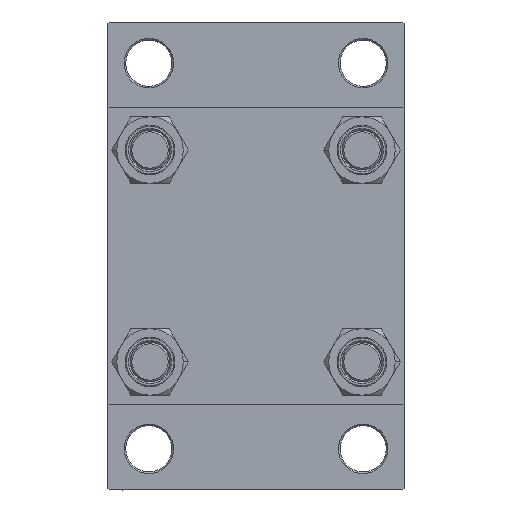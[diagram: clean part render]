
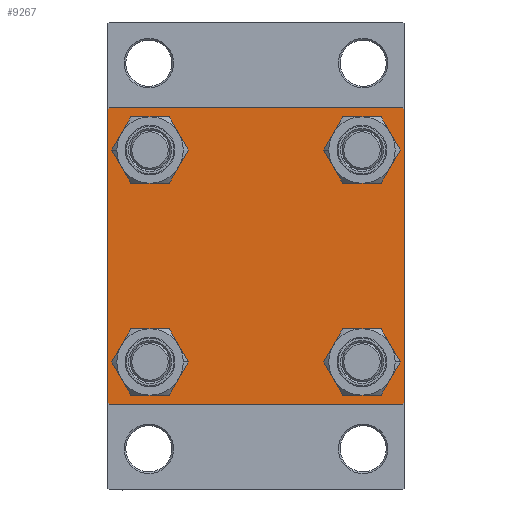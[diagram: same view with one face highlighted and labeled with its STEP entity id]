
A CAD part, left-side view. The second image highlights one B-rep face of the part: STEP entity #9267.
In plain terms, the highlighted planar face has unit normal (-1, 0, 0).
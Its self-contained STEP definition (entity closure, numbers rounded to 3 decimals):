
#773 = FACE_BOUND ( 'NONE', #10602, .T. ) ;
#969 = CIRCLE ( 'NONE', #5565, 6.5 ) ;
#3316 = ORIENTED_EDGE ( 'NONE', *, *, #18765, .T. ) ;
#3713 = DIRECTION ( 'NONE',  ( 0., 0.707, 0.707 ) ) ;
#3947 = CARTESIAN_POINT ( 'NONE',  ( 0., 45., -45. ) ) ;
#3952 = VERTEX_POINT ( 'NONE', #26244 ) ;
#4076 = CARTESIAN_POINT ( 'NONE',  ( 0., 44.75, -44.75 ) ) ;
#4414 = CIRCLE ( 'NONE', #38886, 6.5 ) ;
#4424 = CARTESIAN_POINT ( 'NONE',  ( 0., -44.75, 44.75 ) ) ;
#4736 = LINE ( 'NONE', #26536, #11511 ) ;
#4781 = ORIENTED_EDGE ( 'NONE', *, *, #36550, .T. ) ;
#5477 = ORIENTED_EDGE ( 'NONE', *, *, #43071, .T. ) ;
#5565 = AXIS2_PLACEMENT_3D ( 'NONE', #33075, #17738, #14377 ) ;
#5570 = CARTESIAN_POINT ( 'NONE',  ( 0., 32.15, 25.65 ) ) ;
#5716 = AXIS2_PLACEMENT_3D ( 'NONE', #8453, #23076, #30500 ) ;
#6615 = VERTEX_POINT ( 'NONE', #14310 ) ;
#7163 = CIRCLE ( 'NONE', #44718, 6.5 ) ;
#7217 = ORIENTED_EDGE ( 'NONE', *, *, #26954, .T. ) ;
#7542 = CARTESIAN_POINT ( 'NONE',  ( 0., 44.5, 45. ) ) ;
#7586 = ORIENTED_EDGE ( 'NONE', *, *, #9580, .T. ) ;
#7600 = EDGE_CURVE ( 'NONE', #11473, #34191, #31355, .T. ) ;
#7654 = DIRECTION ( 'NONE',  ( 0., -0.707, -0.707 ) ) ;
#7894 = LINE ( 'NONE', #4076, #25546 ) ;
#8453 = CARTESIAN_POINT ( 'NONE',  ( 0., -32.15, 32.15 ) ) ;
#8898 = FACE_BOUND ( 'NONE', #22028, .T. ) ;
#8920 = ORIENTED_EDGE ( 'NONE', *, *, #9451, .F. ) ;
#9267 = ADVANCED_FACE ( 'NONE', ( #773, #15385, #11785, #8898, #26652 ), #19447, .T. ) ;
#9451 = EDGE_CURVE ( 'NONE', #43400, #36250, #4736, .T. ) ;
#9526 = DIRECTION ( 'NONE',  ( 0., -0.707, 0.707 ) ) ;
#9580 = EDGE_CURVE ( 'NONE', #46010, #47400, #23771, .T. ) ;
#9845 = DIRECTION ( 'NONE',  ( 1., 0., 0. ) ) ;
#10602 = EDGE_LOOP ( 'NONE', ( #7586, #14698 ) ) ;
#10754 = VERTEX_POINT ( 'NONE', #27418 ) ;
#11473 = VERTEX_POINT ( 'NONE', #25544 ) ;
#11511 = VECTOR ( 'NONE', #41177, 1000. ) ;
#11785 = FACE_BOUND ( 'NONE', #42297, .T. ) ;
#12491 = CARTESIAN_POINT ( 'NONE',  ( 0., 0., 0. ) ) ;
#13212 = CARTESIAN_POINT ( 'NONE',  ( 0., 32.15, 32.15 ) ) ;
#14310 = CARTESIAN_POINT ( 'NONE',  ( 0., -32.15, -25.65 ) ) ;
#14377 = DIRECTION ( 'NONE',  ( 0., 0., 1. ) ) ;
#14382 = EDGE_CURVE ( 'NONE', #44201, #43803, #26623, .T. ) ;
#14526 = AXIS2_PLACEMENT_3D ( 'NONE', #21979, #18840, #36609 ) ;
#14548 = ORIENTED_EDGE ( 'NONE', *, *, #21369, .T. ) ;
#14698 = ORIENTED_EDGE ( 'NONE', *, *, #34167, .T. ) ;
#15385 = FACE_BOUND ( 'NONE', #27753, .T. ) ;
#15429 = LINE ( 'NONE', #4424, #47134 ) ;
#15623 = DIRECTION ( 'NONE',  ( 0., 0., 1. ) ) ;
#15746 = DIRECTION ( 'NONE',  ( 1., 0., 0. ) ) ;
#16149 = EDGE_CURVE ( 'NONE', #43400, #47237, #38874, .T. ) ;
#16474 = CIRCLE ( 'NONE', #38718, 6.5 ) ;
#16665 = CARTESIAN_POINT ( 'NONE',  ( 0., -44.5, 45. ) ) ;
#17226 = ORIENTED_EDGE ( 'NONE', *, *, #21316, .T. ) ;
#17644 = AXIS2_PLACEMENT_3D ( 'NONE', #12491, #19916, #15623 ) ;
#17738 = DIRECTION ( 'NONE',  ( 1., 0., 0. ) ) ;
#17952 = CARTESIAN_POINT ( 'NONE',  ( 0., -32.15, -38.65 ) ) ;
#18188 = ORIENTED_EDGE ( 'NONE', *, *, #36591, .T. ) ;
#18507 = VECTOR ( 'NONE', #38208, 1000. ) ;
#18754 = DIRECTION ( 'NONE',  ( 0., 0., 1. ) ) ;
#18765 = EDGE_CURVE ( 'NONE', #6615, #41773, #969, .T. ) ;
#18840 = DIRECTION ( 'NONE',  ( 1., 0., 0. ) ) ;
#19420 = CARTESIAN_POINT ( 'NONE',  ( 0., -44.75, -44.75 ) ) ;
#19447 = PLANE ( 'NONE',  #17644 ) ;
#19487 = CIRCLE ( 'NONE', #5716, 6.5 ) ;
#19916 = DIRECTION ( 'NONE',  ( -1., 0., 0. ) ) ;
#20012 = EDGE_CURVE ( 'NONE', #42955, #44201, #37268, .T. ) ;
#20149 = VECTOR ( 'NONE', #25992, 1000. ) ;
#20519 = CARTESIAN_POINT ( 'NONE',  ( 0., -32.15, 32.15 ) ) ;
#20618 = CARTESIAN_POINT ( 'NONE',  ( 0., 44.75, 44.75 ) ) ;
#20815 = CARTESIAN_POINT ( 'NONE',  ( 0., -45., -44.5 ) ) ;
#21316 = EDGE_CURVE ( 'NONE', #34191, #11473, #7163, .T. ) ;
#21369 = EDGE_CURVE ( 'NONE', #3952, #42955, #7894, .T. ) ;
#21831 = ORIENTED_EDGE ( 'NONE', *, *, #27595, .F. ) ;
#21979 = CARTESIAN_POINT ( 'NONE',  ( 0., 32.15, 32.15 ) ) ;
#22028 = EDGE_LOOP ( 'NONE', ( #37667, #17226 ) ) ;
#22067 = VERTEX_POINT ( 'NONE', #40898 ) ;
#22728 = CARTESIAN_POINT ( 'NONE',  ( 0., -32.15, 38.65 ) ) ;
#23076 = DIRECTION ( 'NONE',  ( 1., 0., 0. ) ) ;
#23771 = CIRCLE ( 'NONE', #44417, 6.5 ) ;
#24702 = DIRECTION ( 'NONE',  ( 0., 0.707, -0.707 ) ) ;
#25544 = CARTESIAN_POINT ( 'NONE',  ( 0., 32.15, 38.65 ) ) ;
#25546 = VECTOR ( 'NONE', #7654, 1000. ) ;
#25792 = AXIS2_PLACEMENT_3D ( 'NONE', #27296, #41925, #38579 ) ;
#25992 = DIRECTION ( 'NONE',  ( 0., -1., 0. ) ) ;
#26244 = CARTESIAN_POINT ( 'NONE',  ( 0., 45., -44.5 ) ) ;
#26536 = CARTESIAN_POINT ( 'NONE',  ( 0., 45., 45. ) ) ;
#26623 = LINE ( 'NONE', #19420, #28427 ) ;
#26652 = FACE_OUTER_BOUND ( 'NONE', #47087, .T. ) ;
#26954 = EDGE_CURVE ( 'NONE', #47237, #3952, #46259, .T. ) ;
#27296 = CARTESIAN_POINT ( 'NONE',  ( 0., 32.15, -32.15 ) ) ;
#27418 = CARTESIAN_POINT ( 'NONE',  ( 0., -45., 44.5 ) ) ;
#27595 = EDGE_CURVE ( 'NONE', #10754, #43803, #35074, .T. ) ;
#27753 = EDGE_LOOP ( 'NONE', ( #3316, #32750 ) ) ;
#27778 = CARTESIAN_POINT ( 'NONE',  ( 0., 44.5, -45. ) ) ;
#27835 = DIRECTION ( 'NONE',  ( 0., 0., 1. ) ) ;
#28427 = VECTOR ( 'NONE', #9526, 1000. ) ;
#29974 = VECTOR ( 'NONE', #38597, 1000. ) ;
#30373 = DIRECTION ( 'NONE',  ( 0., 0., 1. ) ) ;
#30500 = DIRECTION ( 'NONE',  ( 0., 0., 1. ) ) ;
#30644 = ORIENTED_EDGE ( 'NONE', *, *, #20012, .T. ) ;
#31355 = CIRCLE ( 'NONE', #14526, 6.5 ) ;
#31531 = VECTOR ( 'NONE', #24702, 1000. ) ;
#31697 = CARTESIAN_POINT ( 'NONE',  ( 0., -45., 45. ) ) ;
#32750 = ORIENTED_EDGE ( 'NONE', *, *, #44536, .T. ) ;
#33075 = CARTESIAN_POINT ( 'NONE',  ( 0., -32.15, -32.15 ) ) ;
#34167 = EDGE_CURVE ( 'NONE', #47400, #46010, #19487, .T. ) ;
#34191 = VERTEX_POINT ( 'NONE', #5570 ) ;
#35074 = LINE ( 'NONE', #31697, #18507 ) ;
#36250 = VERTEX_POINT ( 'NONE', #16665 ) ;
#36550 = EDGE_CURVE ( 'NONE', #10754, #36250, #15429, .T. ) ;
#36591 = EDGE_CURVE ( 'NONE', #39506, #22067, #16474, .T. ) ;
#36609 = DIRECTION ( 'NONE',  ( 0., 0., 1. ) ) ;
#37267 = CIRCLE ( 'NONE', #25792, 6.5 ) ;
#37268 = LINE ( 'NONE', #3947, #20149 ) ;
#37667 = ORIENTED_EDGE ( 'NONE', *, *, #7600, .T. ) ;
#38208 = DIRECTION ( 'NONE',  ( 0., 0., -1. ) ) ;
#38261 = CARTESIAN_POINT ( 'NONE',  ( 0., 45., 44.5 ) ) ;
#38579 = DIRECTION ( 'NONE',  ( 0., 0., 1. ) ) ;
#38597 = DIRECTION ( 'NONE',  ( 0., 0., -1. ) ) ;
#38718 = AXIS2_PLACEMENT_3D ( 'NONE', #41807, #45161, #45395 ) ;
#38874 = LINE ( 'NONE', #20618, #31531 ) ;
#38886 = AXIS2_PLACEMENT_3D ( 'NONE', #44664, #40116, #18754 ) ;
#39304 = CARTESIAN_POINT ( 'NONE',  ( 0., 45., 45. ) ) ;
#39506 = VERTEX_POINT ( 'NONE', #39766 ) ;
#39660 = ORIENTED_EDGE ( 'NONE', *, *, #14382, .T. ) ;
#39766 = CARTESIAN_POINT ( 'NONE',  ( 0., 32.15, -25.65 ) ) ;
#40116 = DIRECTION ( 'NONE',  ( 1., 0., 0. ) ) ;
#40304 = CARTESIAN_POINT ( 'NONE',  ( 0., -32.15, 25.65 ) ) ;
#40898 = CARTESIAN_POINT ( 'NONE',  ( 0., 32.15, -38.65 ) ) ;
#41177 = DIRECTION ( 'NONE',  ( 0., -1., 0. ) ) ;
#41773 = VERTEX_POINT ( 'NONE', #17952 ) ;
#41807 = CARTESIAN_POINT ( 'NONE',  ( 0., 32.15, -32.15 ) ) ;
#41925 = DIRECTION ( 'NONE',  ( 1., 0., 0. ) ) ;
#42297 = EDGE_LOOP ( 'NONE', ( #18188, #5477 ) ) ;
#42955 = VERTEX_POINT ( 'NONE', #27778 ) ;
#43071 = EDGE_CURVE ( 'NONE', #22067, #39506, #37267, .T. ) ;
#43308 = CARTESIAN_POINT ( 'NONE',  ( 0., -44.5, -45. ) ) ;
#43400 = VERTEX_POINT ( 'NONE', #7542 ) ;
#43803 = VERTEX_POINT ( 'NONE', #20815 ) ;
#44201 = VERTEX_POINT ( 'NONE', #43308 ) ;
#44417 = AXIS2_PLACEMENT_3D ( 'NONE', #20519, #15746, #30373 ) ;
#44536 = EDGE_CURVE ( 'NONE', #41773, #6615, #4414, .T. ) ;
#44664 = CARTESIAN_POINT ( 'NONE',  ( 0., -32.15, -32.15 ) ) ;
#44718 = AXIS2_PLACEMENT_3D ( 'NONE', #13212, #9845, #27835 ) ;
#45161 = DIRECTION ( 'NONE',  ( 1., 0., 0. ) ) ;
#45395 = DIRECTION ( 'NONE',  ( 0., 0., 1. ) ) ;
#45982 = ORIENTED_EDGE ( 'NONE', *, *, #16149, .T. ) ;
#46010 = VERTEX_POINT ( 'NONE', #22728 ) ;
#46259 = LINE ( 'NONE', #39304, #29974 ) ;
#47087 = EDGE_LOOP ( 'NONE', ( #7217, #14548, #30644, #39660, #21831, #4781, #8920, #45982 ) ) ;
#47134 = VECTOR ( 'NONE', #3713, 1000. ) ;
#47237 = VERTEX_POINT ( 'NONE', #38261 ) ;
#47400 = VERTEX_POINT ( 'NONE', #40304 ) ;
